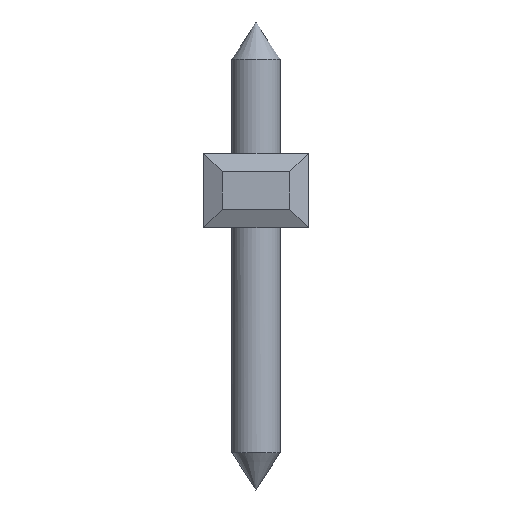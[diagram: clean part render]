
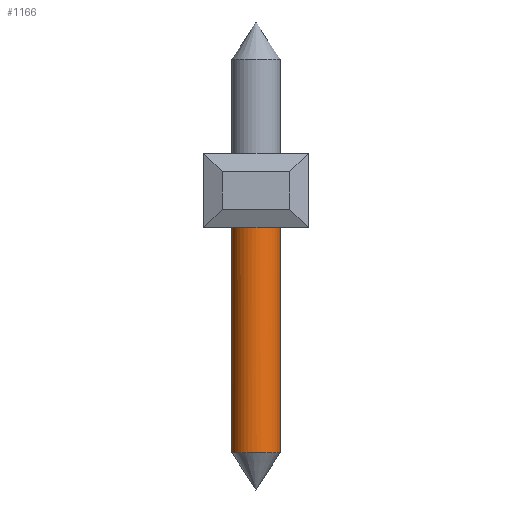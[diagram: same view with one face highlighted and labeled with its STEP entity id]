
A CAD part, left-side view. The second image highlights one B-rep face of the part: STEP entity #1166.
In plain terms, the highlighted cylindrical face has radius 0.65 mm (diameter 1.3 mm), a full revolution.
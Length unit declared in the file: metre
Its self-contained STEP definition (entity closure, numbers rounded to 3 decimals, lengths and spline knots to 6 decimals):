
#1166=ADVANCED_FACE('',(#2403,#2404),#2405,.T.);
#2403=FACE_OUTER_BOUND('',#3646,.T.);
#2404=FACE_OUTER_BOUND('',#3647,.T.);
#2405=CYLINDRICAL_SURFACE('',#3648,0.00065);
#3646=EDGE_LOOP('',(#6937));
#3647=EDGE_LOOP('',(#6938));
#3648=AXIS2_PLACEMENT_3D('',#6939,#6940,#6941);
#6937=ORIENTED_EDGE('',*,*,#8166,.F.);
#6938=ORIENTED_EDGE('',*,*,#7066,.F.);
#6939=CARTESIAN_POINT('',(-0.00435,-0.03326,0.0025));
#6940=DIRECTION('',(0.0,0.,-1.0));
#6941=DIRECTION('',(-1.0,0.0,0.0));
#7066=EDGE_CURVE('',#8361,#8361,#8362,.T.);
#8166=EDGE_CURVE('',#9929,#9929,#9930,.T.);
#8361=VERTEX_POINT('',#10163);
#8362=CIRCLE('',#10164,0.00065);
#9929=VERTEX_POINT('',#12490);
#9930=CIRCLE('',#12491,0.00065);
#10163=CARTESIAN_POINT('',(-0.00396,-0.03274,-0.008));
#10164=AXIS2_PLACEMENT_3D('',#12747,#12748,#12749);
#12490=CARTESIAN_POINT('',(-0.00435,-0.03391,-0.0018));
#12491=AXIS2_PLACEMENT_3D('',#13578,#13579,#13580);
#12747=CARTESIAN_POINT('',(-0.00435,-0.03326,-0.008));
#12748=DIRECTION('',(0.,0.,-1.0));
#12749=DIRECTION('',(0.6,0.8,0.));
#13578=CARTESIAN_POINT('',(-0.00435,-0.03326,-0.0018));
#13579=DIRECTION('',(0.0,0.,1.0));
#13580=DIRECTION('',(0.0,-1.0,0.));
